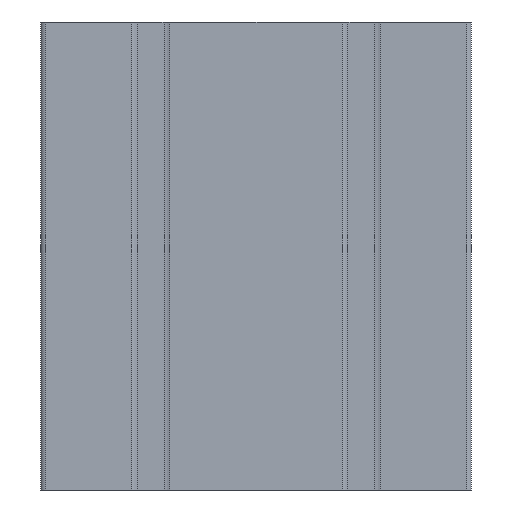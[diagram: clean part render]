
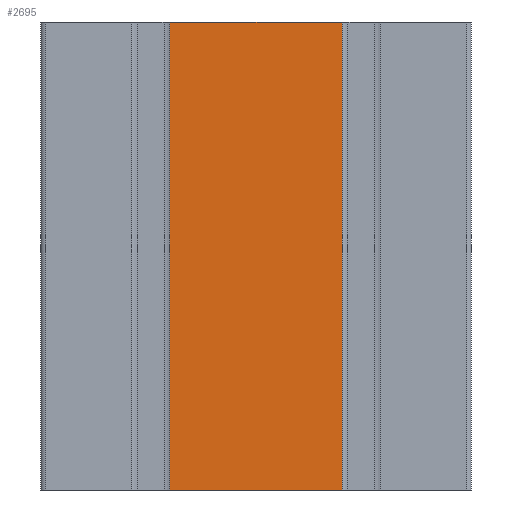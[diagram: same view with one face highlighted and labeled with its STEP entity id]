
A CAD part, left-side view. The second image highlights one B-rep face of the part: STEP entity #2695.
In plain terms, the highlighted planar face has unit normal (-1, 0, 0).
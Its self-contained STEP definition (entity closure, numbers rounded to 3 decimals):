
#183=FACE_OUTER_BOUND('',#324,.T.);
#324=EDGE_LOOP('',(#2007,#2008,#2009,#2010));
#499=LINE('',#3999,#819);
#577=LINE('',#4210,#897);
#581=LINE('',#4219,#901);
#582=LINE('',#4220,#902);
#819=VECTOR('',#3179,10.);
#897=VECTOR('',#3349,10.);
#901=VECTOR('',#3359,10.);
#902=VECTOR('',#3360,10.);
#1152=VERTEX_POINT('',#3996);
#1153=VERTEX_POINT('',#3998);
#1240=VERTEX_POINT('',#4208);
#1242=VERTEX_POINT('',#4218);
#1433=EDGE_CURVE('',#1152,#1153,#499,.T.);
#1539=EDGE_CURVE('',#1152,#1240,#577,.T.);
#1543=EDGE_CURVE('',#1240,#1242,#581,.T.);
#1544=EDGE_CURVE('',#1242,#1153,#582,.T.);
#2007=ORIENTED_EDGE('',*,*,#1539,.T.);
#2008=ORIENTED_EDGE('',*,*,#1543,.T.);
#2009=ORIENTED_EDGE('',*,*,#1544,.T.);
#2010=ORIENTED_EDGE('',*,*,#1433,.F.);
#2595=PLANE('',#2903);
#2695=ADVANCED_FACE('',(#183),#2595,.T.);
#2903=AXIS2_PLACEMENT_3D('',#4217,#3357,#3358);
#3179=DIRECTION('',(0.,1.,0.));
#3349=DIRECTION('',(0.,0.,1.));
#3357=DIRECTION('center_axis',(-1.,0.,0.));
#3358=DIRECTION('ref_axis',(0.,0.,1.));
#3359=DIRECTION('',(0.,1.,0.));
#3360=DIRECTION('',(0.,0.,-1.));
#3996=CARTESIAN_POINT('',(-43.,-18.4,0.));
#3998=CARTESIAN_POINT('',(-43.,18.4,0.));
#3999=CARTESIAN_POINT('',(-43.,13.3,0.));
#4208=CARTESIAN_POINT('',(-43.,-18.4,100.));
#4210=CARTESIAN_POINT('',(-43.,-18.4,0.));
#4217=CARTESIAN_POINT('Origin',(-43.,26.6,0.));
#4218=CARTESIAN_POINT('',(-43.,18.4,100.));
#4219=CARTESIAN_POINT('',(-43.,13.3,100.));
#4220=CARTESIAN_POINT('',(-43.,18.4,0.));
